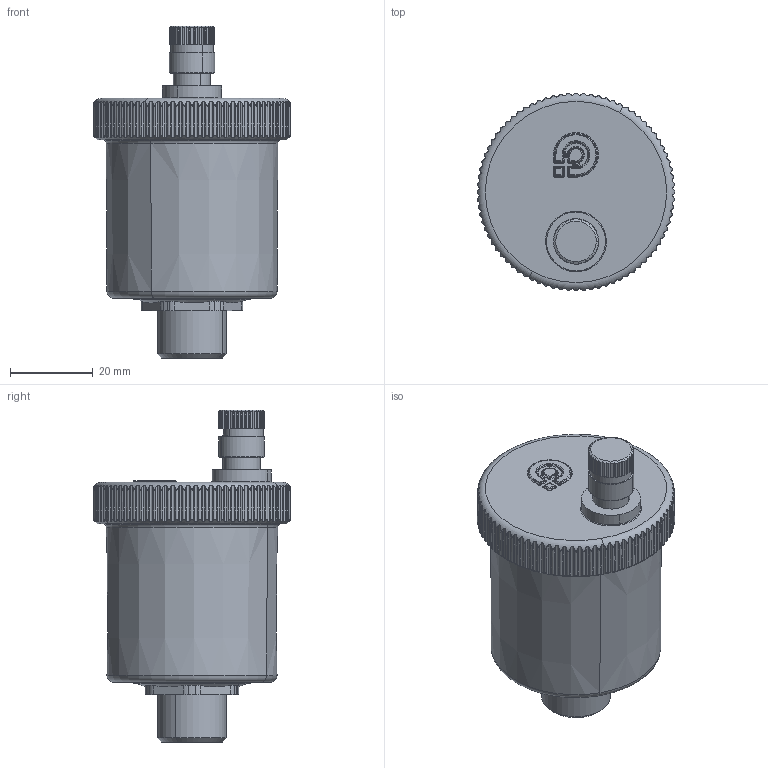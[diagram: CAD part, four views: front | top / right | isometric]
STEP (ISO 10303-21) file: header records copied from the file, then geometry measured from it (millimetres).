
FILE_DESCRIPTION(('CATIA V5 STEP Exchange'),'2;1');
FILE_NAME('STEP_502031_-_TST.stp','2018-09-10T13:22:00+00:00',('none'),('none'),'CATIA Version 5-6 Release 2016 SP4','CATIA V5 STEP AP203','none');
FILE_SCHEMA(('CONFIG_CONTROL_DESIGN'));
Length unit declared in the file: millimetre
Products named in the file (1): 502031
Bounding box: 47.9 x 47.9 x 80.4 mm (x, y, z)
Volume: 74481.1 mm3; surface area: 11509.3 mm2
Topology: 1 solids, 1 shells, 626 faces, 1812 edges, 1187 vertices
Faces by surface type: cylinder 277, plane 266, bspline 29, cone 25, torus 20, sphere 9
Entity records: 25030 total; most frequent: CARTESIAN_POINT 10757, ORIENTED_EDGE 3598, DIRECTION 1956, EDGE_CURVE 1799, VERTEX_POINT 1187, B_SPLINE_CURVE_WITH_KNOTS 909, AXIS2_PLACEMENT_3D 780, VECTOR 644
